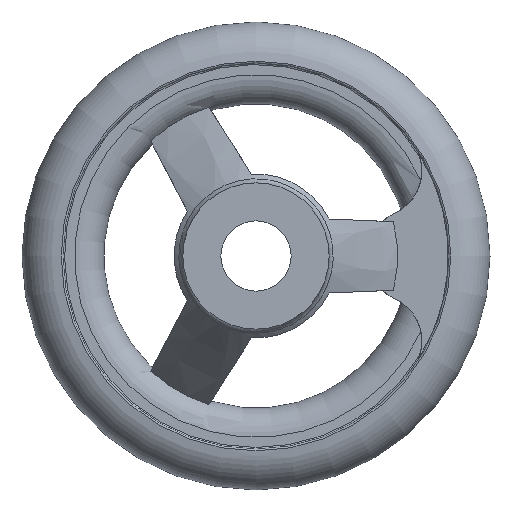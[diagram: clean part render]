
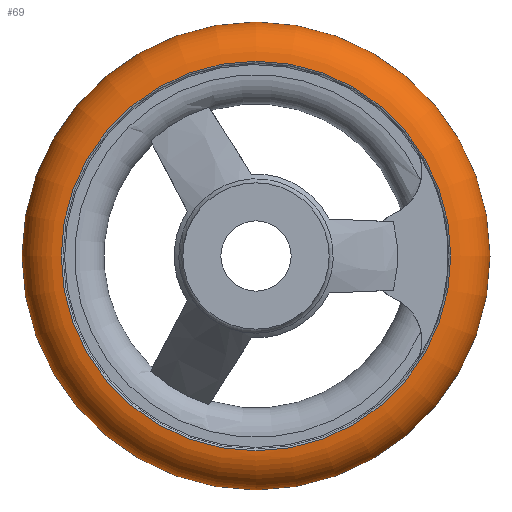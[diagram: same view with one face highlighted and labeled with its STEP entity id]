
A CAD part, front view. The second image highlights one B-rep face of the part: STEP entity #69.
In plain terms, the highlighted toroidal (fillet/blend) face has major radius 33 mm and minor radius 7 mm.
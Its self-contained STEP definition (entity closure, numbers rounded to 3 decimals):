
#69 = ADVANCED_FACE( '', ( #163, #164, #165 ), #166, .T. );
#163 = FACE_BOUND( '', #294, .T. );
#164 = FACE_OUTER_BOUND( '', #295, .T. );
#165 = FACE_OUTER_BOUND( '', #296, .T. );
#166 = TOROIDAL_SURFACE( '', #297, 33., 7. );
#294 = VERTEX_LOOP( '', #454 );
#295 = EDGE_LOOP( '', ( #455 ) );
#296 = EDGE_LOOP( '', ( #456 ) );
#297 = AXIS2_PLACEMENT_3D( '', #457, #458, #459 );
#454 = VERTEX_POINT( '', #743 );
#455 = ORIENTED_EDGE( '', *, *, #744, .T. );
#456 = ORIENTED_EDGE( '', *, *, #745, .F. );
#457 = CARTESIAN_POINT( '', ( 0., 22., 0. ) );
#458 = DIRECTION( '', ( 0., -1., 0. ) );
#459 = DIRECTION( '', ( 0., 0., -1. ) );
#743 = CARTESIAN_POINT( '', ( 0., 22., -40. ) );
#744 = EDGE_CURVE( '', #889, #889, #890, .T. );
#745 = EDGE_CURVE( '', #891, #891, #892, .T. );
#889 = VERTEX_POINT( '', #1219 );
#890 = CIRCLE( '', #1220, 33.292 );
#891 = VERTEX_POINT( '', #1221 );
#892 = CIRCLE( '', #1222, 33.292 );
#1219 = CARTESIAN_POINT( '', ( 0., 28.994, -33.292 ) );
#1220 = AXIS2_PLACEMENT_3D( '', #1529, #1530, #1531 );
#1221 = CARTESIAN_POINT( '', ( 0., 15.006, -33.292 ) );
#1222 = AXIS2_PLACEMENT_3D( '', #1532, #1533, #1534 );
#1529 = CARTESIAN_POINT( '', ( 0., 28.994, 0. ) );
#1530 = DIRECTION( '', ( 0., -1., 0. ) );
#1531 = DIRECTION( '', ( 0., 0., -1. ) );
#1532 = CARTESIAN_POINT( '', ( 0., 15.006, 0. ) );
#1533 = DIRECTION( '', ( 0., -1., 0. ) );
#1534 = DIRECTION( '', ( 0., 0., -1. ) );
